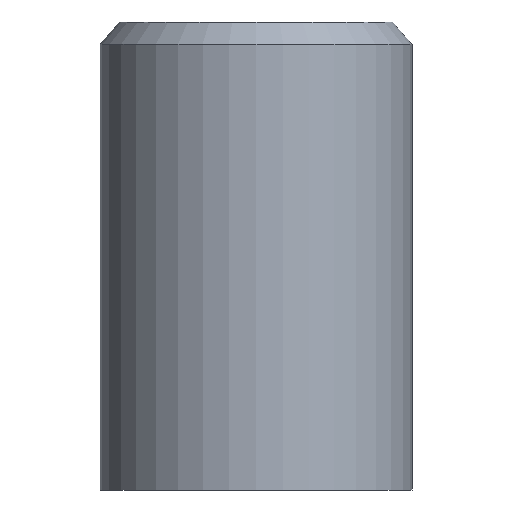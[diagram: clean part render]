
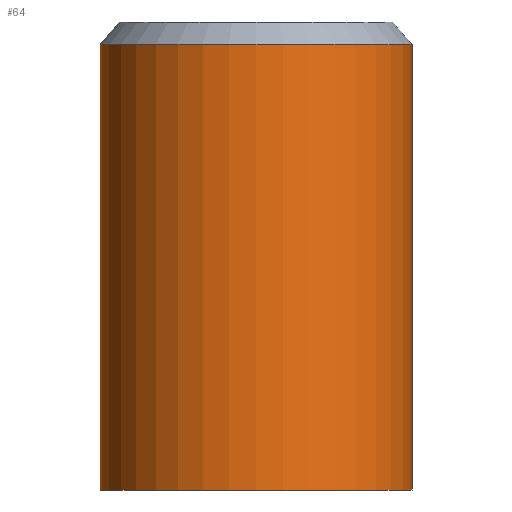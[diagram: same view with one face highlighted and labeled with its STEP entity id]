
A CAD part, front view. The second image highlights one B-rep face of the part: STEP entity #64.
In plain terms, the highlighted cylindrical face has radius 100 mm (diameter 200 mm), a full revolution.
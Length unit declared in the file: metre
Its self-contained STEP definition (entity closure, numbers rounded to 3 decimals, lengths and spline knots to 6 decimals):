
#15=CYLINDRICAL_SURFACE('',#84,0.1);
#17=ORIENTED_EDGE('',*,*,#27,.F.);
#18=ORIENTED_EDGE('',*,*,#26,.T.);
#26=EDGE_CURVE('',#31,#31,#36,.T.);
#27=EDGE_CURVE('',#32,#32,#37,.T.);
#31=VERTEX_POINT('',#120);
#32=VERTEX_POINT('',#123);
#36=CIRCLE('',#83,0.1);
#37=CIRCLE('',#85,0.1);
#42=EDGE_LOOP('',(#17));
#43=EDGE_LOOP('',(#18));
#52=FACE_BOUND('',#42,.T.);
#53=FACE_BOUND('',#43,.T.);
#64=ADVANCED_FACE('',(#52,#53),#15,.T.);
#83=AXIS2_PLACEMENT_3D('',#119,#97,#98);
#84=AXIS2_PLACEMENT_3D('',#121,#99,#100);
#85=AXIS2_PLACEMENT_3D('',#122,#101,#102);
#97=DIRECTION('',(0.,0.,1.));
#98=DIRECTION('',(1.,0.,0.));
#99=DIRECTION('',(0.,0.,1.));
#100=DIRECTION('',(1.,0.,0.));
#101=DIRECTION('',(0.,0.,1.));
#102=DIRECTION('',(1.,0.,0.));
#119=CARTESIAN_POINT('',(0.,-1.1184,0.0254));
#120=CARTESIAN_POINT('',(0.1,-1.1184,0.0254));
#121=CARTESIAN_POINT('',(0.,-1.1184,0.1627));
#122=CARTESIAN_POINT('',(0.,-1.1184,0.31106));
#123=CARTESIAN_POINT('',(0.1,-1.1184,0.31106));
